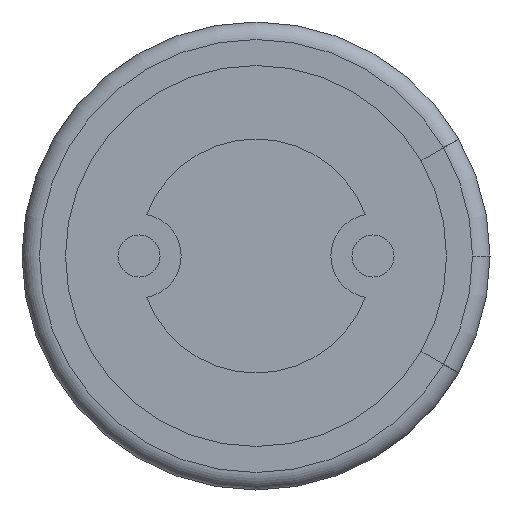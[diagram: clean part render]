
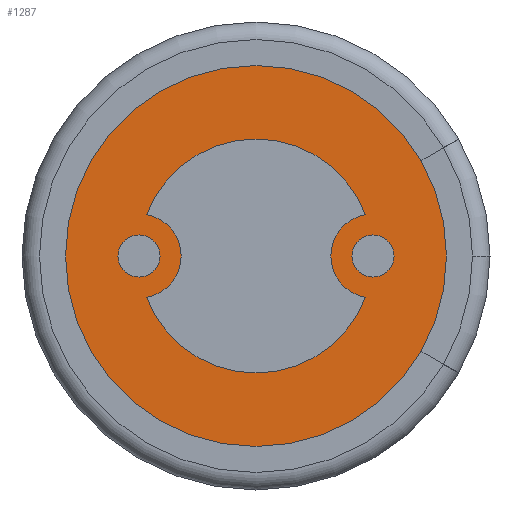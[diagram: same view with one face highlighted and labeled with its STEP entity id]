
A CAD part, front view. The second image highlights one B-rep face of the part: STEP entity #1287.
In plain terms, the highlighted planar face has unit normal (0, -1, 0).
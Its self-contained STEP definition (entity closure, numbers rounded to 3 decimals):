
#29 = ORIENTED_EDGE ( 'NONE', *, *, #397, .F. ) ;
#30 = CARTESIAN_POINT ( 'NONE',  ( 0., 0.95, 0. ) ) ;
#37 = CIRCLE ( 'NONE', #643, 1.25 ) ;
#121 = ORIENTED_EDGE ( 'NONE', *, *, #2318, .F. ) ;
#126 = AXIS2_PLACEMENT_3D ( 'NONE', #660, #1576, #1210 ) ;
#196 = CARTESIAN_POINT ( 'NONE',  ( 2.035, 0.95, 0. ) ) ;
#203 = AXIS2_PLACEMENT_3D ( 'NONE', #1647, #749, #1474 ) ;
#209 = CIRCLE ( 'NONE', #236, 2.035 ) ;
#230 = DIRECTION ( 'NONE',  ( 0., 1., 0. ) ) ;
#236 = AXIS2_PLACEMENT_3D ( 'NONE', #1918, #1020, #2127 ) ;
#256 = VERTEX_POINT ( 'NONE', #1138 ) ;
#319 = ORIENTED_EDGE ( 'NONE', *, *, #1705, .T. ) ;
#397 = EDGE_CURVE ( 'NONE', #2344, #550, #1209, .T. ) ;
#550 = VERTEX_POINT ( 'NONE', #798 ) ;
#578 = AXIS2_PLACEMENT_3D ( 'NONE', #1653, #1836, #1306 ) ;
#643 = AXIS2_PLACEMENT_3D ( 'NONE', #2029, #945, #785 ) ;
#649 = VERTEX_POINT ( 'NONE', #1567 ) ;
#660 = CARTESIAN_POINT ( 'NONE',  ( 0., 0.95, 0. ) ) ;
#681 = VERTEX_POINT ( 'NONE', #2276 ) ;
#749 = DIRECTION ( 'NONE',  ( 0., -1., 0. ) ) ;
#760 = DIRECTION ( 'NONE',  ( -1., 0., 0. ) ) ;
#785 = DIRECTION ( 'NONE',  ( -1., 0., 0. ) ) ;
#798 = CARTESIAN_POINT ( 'NONE',  ( -1.169, 0.95, -0.443 ) ) ;
#843 = EDGE_CURVE ( 'NONE', #256, #1532, #1939, .T. ) ;
#938 = PLANE ( 'NONE',  #1249 ) ;
#945 = DIRECTION ( 'NONE',  ( 0., -1., 0. ) ) ;
#952 = EDGE_CURVE ( 'NONE', #1532, #1591, #1967, .T. ) ;
#986 = AXIS2_PLACEMENT_3D ( 'NONE', #1103, #1969, #1313 ) ;
#1018 = EDGE_LOOP ( 'NONE', ( #2147, #1553, #1389 ) ) ;
#1020 = DIRECTION ( 'NONE',  ( 0., -1., 0. ) ) ;
#1057 = CIRCLE ( 'NONE', #203, 0.45 ) ;
#1060 = CARTESIAN_POINT ( 'NONE',  ( 1.169, 0.95, -0.443 ) ) ;
#1103 = CARTESIAN_POINT ( 'NONE',  ( -1.25, 0.95, 0. ) ) ;
#1138 = CARTESIAN_POINT ( 'NONE',  ( 1.762, 0.95, 1.017 ) ) ;
#1187 = AXIS2_PLACEMENT_3D ( 'NONE', #1390, #1746, #1379 ) ;
#1209 = CIRCLE ( 'NONE', #986, 0.45 ) ;
#1210 = DIRECTION ( 'NONE',  ( -1., 0., 0. ) ) ;
#1249 = AXIS2_PLACEMENT_3D ( 'NONE', #30, #230, #760 ) ;
#1287 = ADVANCED_FACE ( 'NONE', ( #2217, #2161 ), #938, .F. ) ;
#1298 = ORIENTED_EDGE ( 'NONE', *, *, #1677, .F. ) ;
#1306 = DIRECTION ( 'NONE',  ( 1., 0., 0. ) ) ;
#1313 = DIRECTION ( 'NONE',  ( -1., 0., 0. ) ) ;
#1349 = CIRCLE ( 'NONE', #126, 1.25 ) ;
#1379 = DIRECTION ( 'NONE',  ( 1., 0., 0. ) ) ;
#1389 = ORIENTED_EDGE ( 'NONE', *, *, #1471, .T. ) ;
#1390 = CARTESIAN_POINT ( 'NONE',  ( 0., 0.95, 0. ) ) ;
#1422 = EDGE_CURVE ( 'NONE', #681, #649, #1349, .T. ) ;
#1444 = EDGE_LOOP ( 'NONE', ( #29, #121, #1590, #319, #1298 ) ) ;
#1471 = EDGE_CURVE ( 'NONE', #1591, #256, #209, .T. ) ;
#1474 = DIRECTION ( 'NONE',  ( -1., 0., 0. ) ) ;
#1532 = VERTEX_POINT ( 'NONE', #2110 ) ;
#1553 = ORIENTED_EDGE ( 'NONE', *, *, #952, .T. ) ;
#1567 = CARTESIAN_POINT ( 'NONE',  ( 0., 0.95, 1.25 ) ) ;
#1574 = CIRCLE ( 'NONE', #2128, 1.25 ) ;
#1576 = DIRECTION ( 'NONE',  ( 0., -1., 0. ) ) ;
#1590 = ORIENTED_EDGE ( 'NONE', *, *, #1422, .F. ) ;
#1591 = VERTEX_POINT ( 'NONE', #196 ) ;
#1647 = CARTESIAN_POINT ( 'NONE',  ( 1.25, 0.95, 0. ) ) ;
#1653 = CARTESIAN_POINT ( 'NONE',  ( 0., 0.95, 0. ) ) ;
#1675 = CARTESIAN_POINT ( 'NONE',  ( 0., 0.95, 0. ) ) ;
#1677 = EDGE_CURVE ( 'NONE', #550, #2102, #37, .T. ) ;
#1705 = EDGE_CURVE ( 'NONE', #681, #2102, #1057, .T. ) ;
#1706 = DIRECTION ( 'NONE',  ( -1., 0., 0. ) ) ;
#1746 = DIRECTION ( 'NONE',  ( 0., -1., 0. ) ) ;
#1836 = DIRECTION ( 'NONE',  ( 0., -1., 0. ) ) ;
#1863 = DIRECTION ( 'NONE',  ( 0., -1., 0. ) ) ;
#1918 = CARTESIAN_POINT ( 'NONE',  ( 0., 0.95, 0. ) ) ;
#1939 = CIRCLE ( 'NONE', #578, 2.035 ) ;
#1967 = CIRCLE ( 'NONE', #1187, 2.035 ) ;
#1969 = DIRECTION ( 'NONE',  ( 0., 1., 0. ) ) ;
#2029 = CARTESIAN_POINT ( 'NONE',  ( 0., 0.95, 0. ) ) ;
#2066 = CARTESIAN_POINT ( 'NONE',  ( -1.169, 0.95, 0.443 ) ) ;
#2102 = VERTEX_POINT ( 'NONE', #1060 ) ;
#2110 = CARTESIAN_POINT ( 'NONE',  ( 1.762, 0.95, -1.017 ) ) ;
#2127 = DIRECTION ( 'NONE',  ( 1., 0., 0. ) ) ;
#2128 = AXIS2_PLACEMENT_3D ( 'NONE', #1675, #1863, #1706 ) ;
#2147 = ORIENTED_EDGE ( 'NONE', *, *, #843, .T. ) ;
#2161 = FACE_OUTER_BOUND ( 'NONE', #1018, .T. ) ;
#2217 = FACE_BOUND ( 'NONE', #1444, .T. ) ;
#2276 = CARTESIAN_POINT ( 'NONE',  ( 1.169, 0.95, 0.443 ) ) ;
#2318 = EDGE_CURVE ( 'NONE', #649, #2344, #1574, .T. ) ;
#2344 = VERTEX_POINT ( 'NONE', #2066 ) ;
